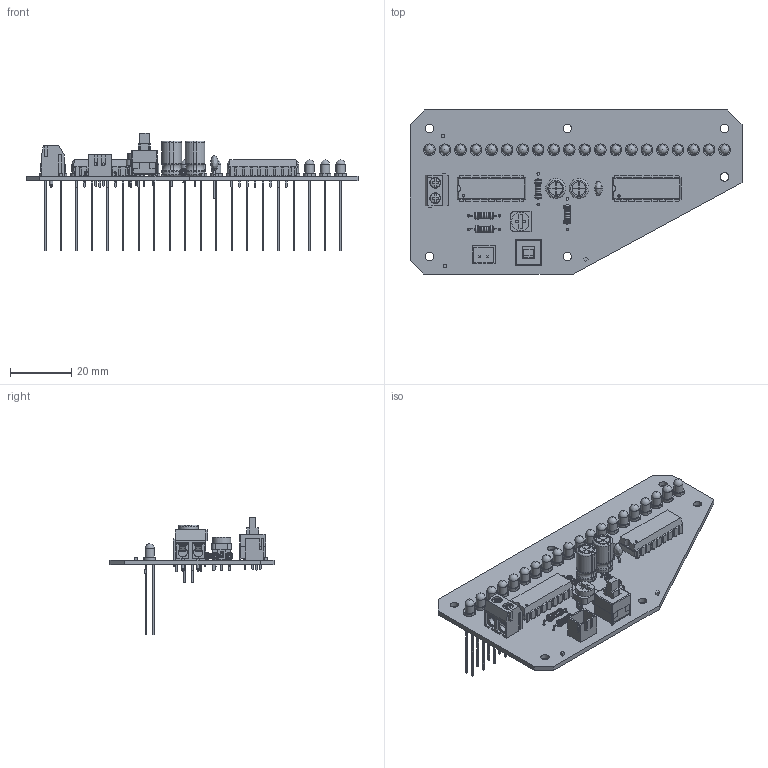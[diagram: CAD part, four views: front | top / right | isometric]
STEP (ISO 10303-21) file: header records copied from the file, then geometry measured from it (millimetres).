
FILE_DESCRIPTION(/* description */ (''),/* implementation_level */ '2;1');
FILE_NAME(/* name */ '0 - 20V Digital Volt Monitor V1 v11.step',/* time_stamp */ '2019-03-23T19:48:32+00:00',/* author */ ('Adam Short'),/* organization */ (''),/* preprocessor_version */ 'ST-DEVELOPER v17.2',/* originating_system */ 'Autodesk Translation Framework v7.6.0.251',/* authorisation */ '');
FILE_SCHEMA (('AUTOMOTIVE_DESIGN { 1 0 10303 214 3 1 1 }'));
Length unit declared in the file: millimetre
Products named in the file (21): 0 - 20V Digital Volt Monitor V1; PCB Component; Board; SWITCH-LATCHING; CON-JST; 10K; 10K_1; 1K2; 2K2; 10uF/50V; 100nF / 0.1uF; Red; Yellow; Green; 22K; IC-LM3914N; +0-20V; 2.8D; TSUKURELOGO; TSUKUREQR; TSUKURECOPYRIGHT
Assembly tree (44 placements, depth 3):
  0 - 20V Digital Volt Monitor V1
    PCB Component
      Board
      SWITCH-LATCHING
      CON-JST
      10K
      10K_1
      1K2
      2K2
      10uF/50V  x2
      100nF / 0.1uF
      Red  x6
      Yellow  x6
      Green  x8
      22K
      IC-LM3914N  x2
      +0-20V
      2.8D  x6
      TSUKURELOGO
      TSUKUREQR
      TSUKURECOPYRIGHT
Bounding box: 108.56 x 53.65 x 38.42 mm (x, y, z)
Volume: 12463.6 mm3; surface area: 19554.1 mm2
Topology: 75 solids, 75 shells, 2083 faces, 5466 edges, 3602 vertices
Faces by surface type: plane 1624, cylinder 333, torus 70, sphere 30, bspline 24, cone 2
Full cylindrical faces by diameter (mm): 0.35 x24, 0.5 x6, 0.762 x2, 0.813 x96, 1 x5, 1.105 x2, 1.321 x2, 1.8 x24, 1.82 x12, 2 x4, 2.1 x2, 2.3 x8, 2.32 x8, 2.8 x6, 3 x22, 3.2 x2, 3.5 x2, 4.5 x4
Entity records: 42350 total; most frequent: CARTESIAN_POINT 9113, DIRECTION 6534, ORIENTED_EDGE 6402, EDGE_CURVE 3201, LINE 2276, VECTOR 2276, AXIS2_PLACEMENT_3D 2129, VERTEX_POINT 2119
